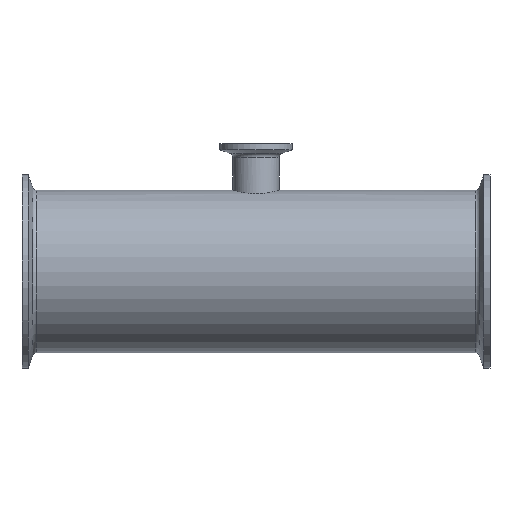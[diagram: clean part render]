
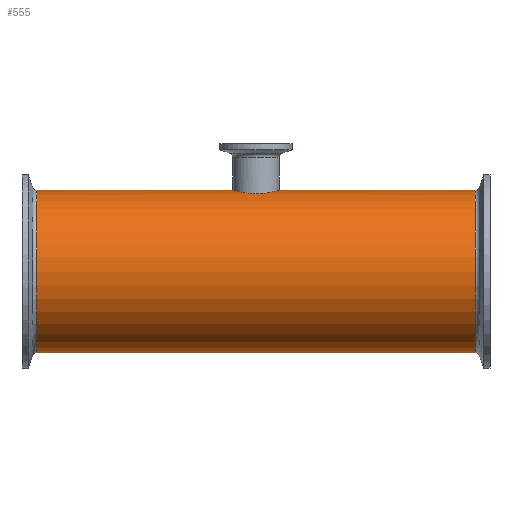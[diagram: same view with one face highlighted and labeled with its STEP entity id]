
A CAD part, front view. The second image highlights one B-rep face of the part: STEP entity #555.
In plain terms, the highlighted cylindrical face has radius 38.15 mm (diameter 76.3 mm), a full revolution.
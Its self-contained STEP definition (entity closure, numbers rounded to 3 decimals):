
#20=FACE_BOUND('',#149,.T.);
#31=B_SPLINE_CURVE_WITH_KNOTS('',3,(#914,#915,#916,#917,#918,#919,#920,
#921,#922,#923),.UNSPECIFIED.,.F.,.F.,(4,2,2,2,4),(0.,0.411,
0.822,1.234,1.645),.UNSPECIFIED.);
#32=B_SPLINE_CURVE_WITH_KNOTS('',3,(#924,#925,#926,#927,#928,#929,#930,
#931,#932,#933,#934,#935,#936,#937,#938,#939,#940,#941,#942,#943,#944,#945,
#946,#947,#948,#949),.UNSPECIFIED.,.F.,.F.,(4,2,2,2,2,2,2,2,2,2,2,2,4),
(1.645,2.056,2.467,2.878,3.289,
3.701,4.112,4.523,4.934,5.345,
5.756,6.167,6.579),.UNSPECIFIED.);
#38=CYLINDRICAL_SURFACE('',#651,38.15);
#52=LINE('',#1044,#69);
#69=VECTOR('',#825,38.15);
#107=FACE_OUTER_BOUND('',#148,.T.);
#148=EDGE_LOOP('',(#450,#451,#452,#453,#454,#455));
#149=EDGE_LOOP('',(#456,#457));
#204=CIRCLE('',#647,38.15);
#205=CIRCLE('',#648,38.15);
#207=CIRCLE('',#652,38.15);
#208=CIRCLE('',#653,38.15);
#231=VERTEX_POINT('',#911);
#232=VERTEX_POINT('',#913);
#259=VERTEX_POINT('',#1030);
#260=VERTEX_POINT('',#1032);
#262=VERTEX_POINT('',#1040);
#263=VERTEX_POINT('',#1041);
#286=EDGE_CURVE('',#232,#231,#31,.T.);
#287=EDGE_CURVE('',#231,#232,#32,.T.);
#326=EDGE_CURVE('',#259,#260,#204,.T.);
#327=EDGE_CURVE('',#260,#259,#205,.T.);
#330=EDGE_CURVE('',#262,#263,#207,.T.);
#331=EDGE_CURVE('',#263,#262,#208,.T.);
#332=EDGE_CURVE('',#263,#260,#52,.T.);
#450=ORIENTED_EDGE('',*,*,#330,.F.);
#451=ORIENTED_EDGE('',*,*,#331,.F.);
#452=ORIENTED_EDGE('',*,*,#332,.T.);
#453=ORIENTED_EDGE('',*,*,#326,.F.);
#454=ORIENTED_EDGE('',*,*,#327,.F.);
#455=ORIENTED_EDGE('',*,*,#332,.F.);
#456=ORIENTED_EDGE('',*,*,#286,.T.);
#457=ORIENTED_EDGE('',*,*,#287,.T.);
#555=ADVANCED_FACE('',(#107,#20),#38,.T.);
#647=AXIS2_PLACEMENT_3D('',#1033,#810,#811);
#648=AXIS2_PLACEMENT_3D('',#1034,#812,#813);
#651=AXIS2_PLACEMENT_3D('',#1039,#819,#820);
#652=AXIS2_PLACEMENT_3D('',#1042,#821,#822);
#653=AXIS2_PLACEMENT_3D('',#1043,#823,#824);
#810=DIRECTION('center_axis',(-1.,0.,0.));
#811=DIRECTION('ref_axis',(0.,0.,-1.));
#812=DIRECTION('center_axis',(-1.,0.,0.));
#813=DIRECTION('ref_axis',(0.,0.,-1.));
#819=DIRECTION('center_axis',(1.,0.,0.));
#820=DIRECTION('ref_axis',(0.,1.,0.));
#821=DIRECTION('center_axis',(1.,0.,0.));
#822=DIRECTION('ref_axis',(0.,0.,-1.));
#823=DIRECTION('center_axis',(1.,0.,0.));
#824=DIRECTION('ref_axis',(0.,0.,-1.));
#825=DIRECTION('',(-1.,0.,0.));
#911=CARTESIAN_POINT('',(-10.85,0.,38.15));
#913=CARTESIAN_POINT('',(0.,-10.85,36.575));
#914=CARTESIAN_POINT('Ctrl Pts',(0.,-10.85,36.575));
#915=CARTESIAN_POINT('Ctrl Pts',(-1.371,-10.85,36.575));
#916=CARTESIAN_POINT('Ctrl Pts',(-2.827,-10.575,36.66));
#917=CARTESIAN_POINT('Ctrl Pts',(-5.498,-9.465,36.962));
#918=CARTESIAN_POINT('Ctrl Pts',(-6.713,-8.631,37.174));
#919=CARTESIAN_POINT('Ctrl Pts',(-8.631,-6.713,37.567));
#920=CARTESIAN_POINT('Ctrl Pts',(-9.465,-5.498,37.776));
#921=CARTESIAN_POINT('Ctrl Pts',(-10.575,-2.827,38.069));
#922=CARTESIAN_POINT('Ctrl Pts',(-10.85,-1.37,38.15));
#923=CARTESIAN_POINT('Ctrl Pts',(-10.85,0.,38.15));
#924=CARTESIAN_POINT('Ctrl Pts',(-10.85,0.,38.15));
#925=CARTESIAN_POINT('Ctrl Pts',(-10.85,1.37,38.15));
#926=CARTESIAN_POINT('Ctrl Pts',(-10.575,2.827,38.069));
#927=CARTESIAN_POINT('Ctrl Pts',(-9.465,5.498,37.776));
#928=CARTESIAN_POINT('Ctrl Pts',(-8.631,6.713,37.567));
#929=CARTESIAN_POINT('Ctrl Pts',(-6.713,8.631,37.174));
#930=CARTESIAN_POINT('Ctrl Pts',(-5.498,9.465,36.962));
#931=CARTESIAN_POINT('Ctrl Pts',(-2.827,10.575,36.66));
#932=CARTESIAN_POINT('Ctrl Pts',(-1.371,10.85,36.575));
#933=CARTESIAN_POINT('Ctrl Pts',(1.371,10.85,36.575));
#934=CARTESIAN_POINT('Ctrl Pts',(2.827,10.575,36.66));
#935=CARTESIAN_POINT('Ctrl Pts',(5.498,9.465,36.962));
#936=CARTESIAN_POINT('Ctrl Pts',(6.713,8.631,37.174));
#937=CARTESIAN_POINT('Ctrl Pts',(8.631,6.713,37.567));
#938=CARTESIAN_POINT('Ctrl Pts',(9.465,5.498,37.776));
#939=CARTESIAN_POINT('Ctrl Pts',(10.575,2.827,38.069));
#940=CARTESIAN_POINT('Ctrl Pts',(10.85,1.37,38.15));
#941=CARTESIAN_POINT('Ctrl Pts',(10.85,-1.37,38.15));
#942=CARTESIAN_POINT('Ctrl Pts',(10.575,-2.827,38.069));
#943=CARTESIAN_POINT('Ctrl Pts',(9.465,-5.498,37.776));
#944=CARTESIAN_POINT('Ctrl Pts',(8.631,-6.713,37.567));
#945=CARTESIAN_POINT('Ctrl Pts',(6.713,-8.631,37.174));
#946=CARTESIAN_POINT('Ctrl Pts',(5.498,-9.465,36.962));
#947=CARTESIAN_POINT('Ctrl Pts',(2.827,-10.575,36.66));
#948=CARTESIAN_POINT('Ctrl Pts',(1.371,-10.85,36.575));
#949=CARTESIAN_POINT('Ctrl Pts',(0.,-10.85,36.575));
#1030=CARTESIAN_POINT('',(-103.074,0.,38.15));
#1032=CARTESIAN_POINT('',(-103.074,-38.15,0.));
#1033=CARTESIAN_POINT('Origin',(-103.074,0.,0.));
#1034=CARTESIAN_POINT('Origin',(-103.074,0.,0.));
#1039=CARTESIAN_POINT('Origin',(0.,0.,0.));
#1040=CARTESIAN_POINT('',(103.074,0.,-38.15));
#1041=CARTESIAN_POINT('',(103.074,-38.15,0.));
#1042=CARTESIAN_POINT('Origin',(103.074,0.,0.));
#1043=CARTESIAN_POINT('Origin',(103.074,0.,0.));
#1044=CARTESIAN_POINT('',(0.,-38.15,0.));
